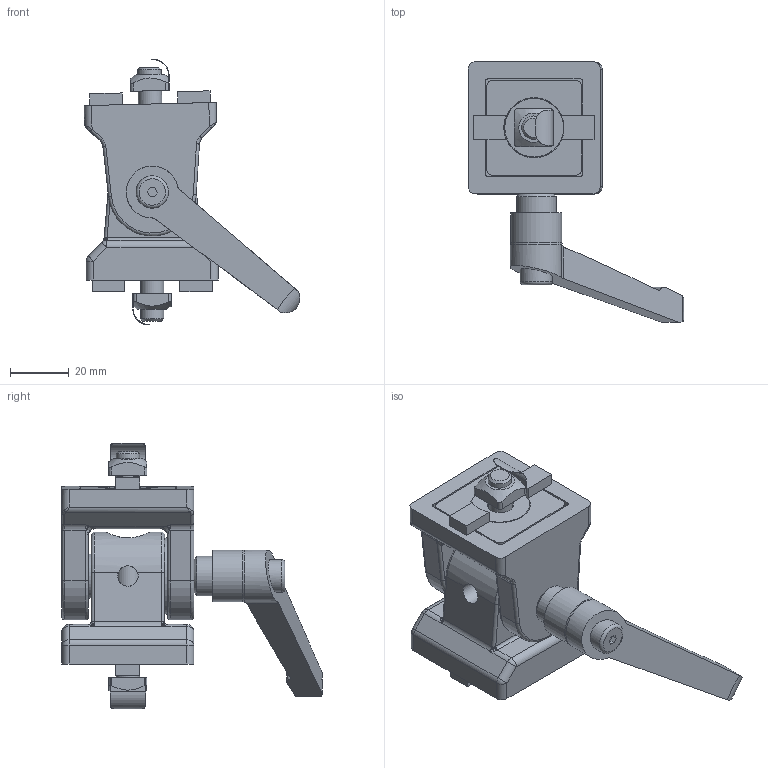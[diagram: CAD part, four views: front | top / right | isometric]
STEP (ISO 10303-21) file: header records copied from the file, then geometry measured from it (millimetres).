
FILE_DESCRIPTION(/* description */ ('Schwenkgelenk 45 mit Klemmhebel'),/* implementation_level */ '2;1');
FILE_NAME(/* name */ 'ZEI_CAD_212010-7-REV01_#SALL_#AIN_#V1.step',/* time_stamp */ '2022-10-10T06:59:09+02:00',/* author */ ('MiniTec'),/* organization */ ('MiniTec GmbH & Co.KG'),/* preprocessor_version */ 'ST-DEVELOPER v18.1',/* originating_system */ 'Autodesk Inventor 2021',/* authorisation */ '');
FILE_SCHEMA (('CONFIG_CONTROL_DESIGN'));
Length unit declared in the file: millimetre
Products named in the file (11): leer; MTW_1-00172512; MTW_1-00172472; leer_1; leer_2; leer_3; 21-1351-2FZ.005; 21-1372-0FZ.001; 21-2016-0FZ.002; leer_4; 21-2014-0FZ.003
Assembly tree (12 placements, depth 2):
  leer
    MTW_1-00172512
    MTW_1-00172472
    leer_1
    leer_2
    leer_3
    21-1351-2FZ.005  x2
    21-1372-0FZ.001
    21-2016-0FZ.002  x2
    leer_4
    21-2014-0FZ.003
Bounding box: 73.51 x 88.69 x 90.63 mm (x, y, z)
Volume: 100911.4 mm3; surface area: 39193.3 mm2
Topology: 12 solids, 12 shells, 381 faces, 932 edges, 573 vertices
Faces by surface type: plane 141, cylinder 128, bspline 40, torus 38, cone 26, sphere 8
Full cylindrical faces by diameter (mm): 6.647 x2, 7 x2, 8 x8, 9 x3, 9.6 x1, 10 x4, 11 x1, 13 x2, 13.5 x1, 15 x3, 17.498 x1, 20 x2, 20.5 x2, 26 x1
Entity records: 11605 total; most frequent: CARTESIAN_POINT 3355, DIRECTION 1666, ORIENTED_EDGE 1610, EDGE_CURVE 805, AXIS2_PLACEMENT_3D 662, VERTEX_POINT 496, EDGE_LOOP 373, LINE 342
